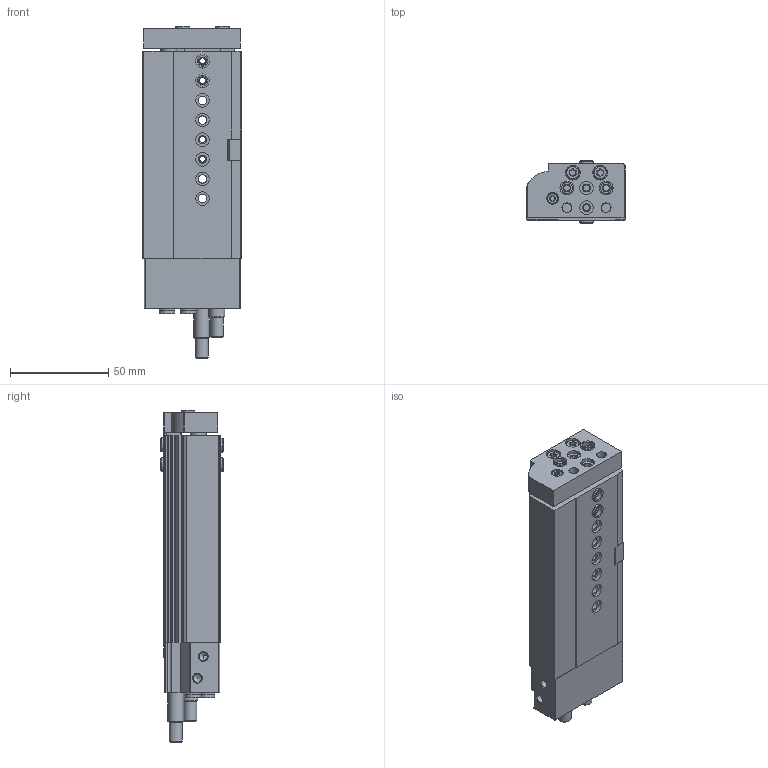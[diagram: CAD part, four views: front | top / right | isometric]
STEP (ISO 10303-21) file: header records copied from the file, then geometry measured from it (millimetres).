
FILE_DESCRIPTION(/* description */ ('STEP AP214'),/* implementation_level */ '2;1');
FILE_NAME(/* name */ '543958_DGSL-10-50-Y3A',/* time_stamp */ '2024-08-16T00:19:27+02:00',/* author */ ('License CC BY-ND 4.0'),/* organization */ ('CADENAS'),/* preprocessor_version */ 'ST-DEVELOPER v19.3',/* originating_system */ 'PARTsolutions',/* authorisation */ ' ');
FILE_SCHEMA (('AUTOMOTIVE_DESIGN {1 0 10303 214 3 1 1}'));
Length unit declared in the file: millimetre
Products named in the file (7): 543958 DGSL-10-50-Y3A---(0); DGSL-10---(50-0-0-30-zr); 548071 DYSW-5-8-Y1F---(SD_0); 174308 B-M5-B; 686785 DGSL-10-AS; DGSL-10---(50-0-JP); 8146544 ZBH-7-B
Assembly tree (13 placements, depth 2):
  543958 DGSL-10-50-Y3A---(0)
    DGSL-10---(50-0-0-30-zr)
    548071 DYSW-5-8-Y1F---(SD_0)  x2
    174308 B-M5-B  x2
    686785 DGSL-10-AS
    DGSL-10---(50-0-JP)
    8146544 ZBH-7-B  x6
Bounding box: 50 x 31.6 x 169.1 mm (x, y, z)
Volume: 155001.2 mm3; surface area: 59204.1 mm2
Topology: 13 solids, 13 shells, 637 faces, 1572 edges, 1028 vertices
Faces by surface type: cylinder 278, plane 277, cone 58, torus 22, sphere 2
Full cylindrical faces by diameter (mm): 2.459 x1, 2.5 x2, 3.242 x13, 4 x1, 4.134 x4, 4.3 x4, 4.7 x2, 4.8 x2, 4.9 x2, 5 x4, 5.5 x4, 6 x6, 6.7 x2, 6.917 x2, 7 x21, 7.2 x2, 7.5 x3, 8 x11, 8.08 x2, 8.2 x4, 12 x2
Entity records: 16792 total; most frequent: DIRECTION 2962, CARTESIAN_POINT 2914, ORIENTED_EDGE 2524, EDGE_CURVE 1262, AXIS2_PLACEMENT_3D 1157, VERTEX_POINT 918, FACE_BOUND 832, EDGE_LOOP 826
